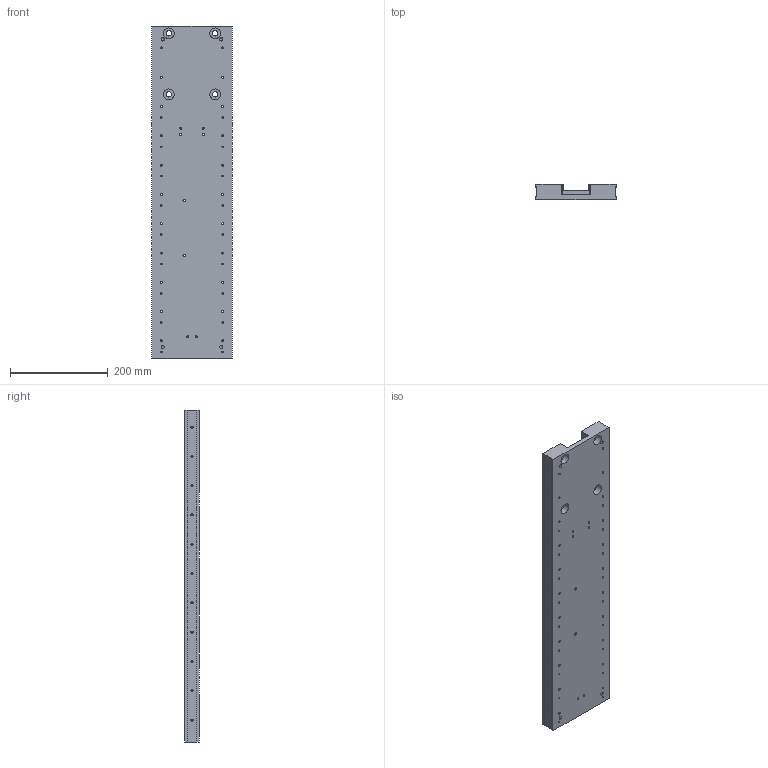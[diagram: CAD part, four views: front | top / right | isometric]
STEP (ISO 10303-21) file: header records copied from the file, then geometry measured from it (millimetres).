
FILE_DESCRIPTION(('FreeCAD Model'),'2;1');
FILE_NAME('Open CASCADE Shape Model','2024-10-12T17:27:41',(''),(''), 'Open CASCADE STEP processor 7.7','FreeCAD','Unknown');
FILE_SCHEMA(('AUTOMOTIVE_DESIGN { 1 0 10303 214 1 1 1 1 }'));
Length unit declared in the file: millimetre
Products named in the file (1): BasePlateSmall
Bounding box: 164 x 30 x 680 mm (x, y, z)
Volume: 2501055 mm3; surface area: 367356.5 mm2
Topology: 1 solids, 1 shells, 182 faces, 498 edges, 322 vertices
Faces by surface type: cylinder 98, plane 54, cone 30
Full cylindrical faces by diameter (mm): 3.3 x18, 4.2 x50, 5 x6, 6.8 x4, 11 x4, 22 x4
Entity records: 12268 total; most frequent: CARTESIAN_POINT 2431, DIRECTION 1888, LINE 1044, VECTOR 1044, ORIENTED_EDGE 940, PCURVE 940, DEFINITIONAL_REPRESENTATION 940, EDGE_CURVE 470
